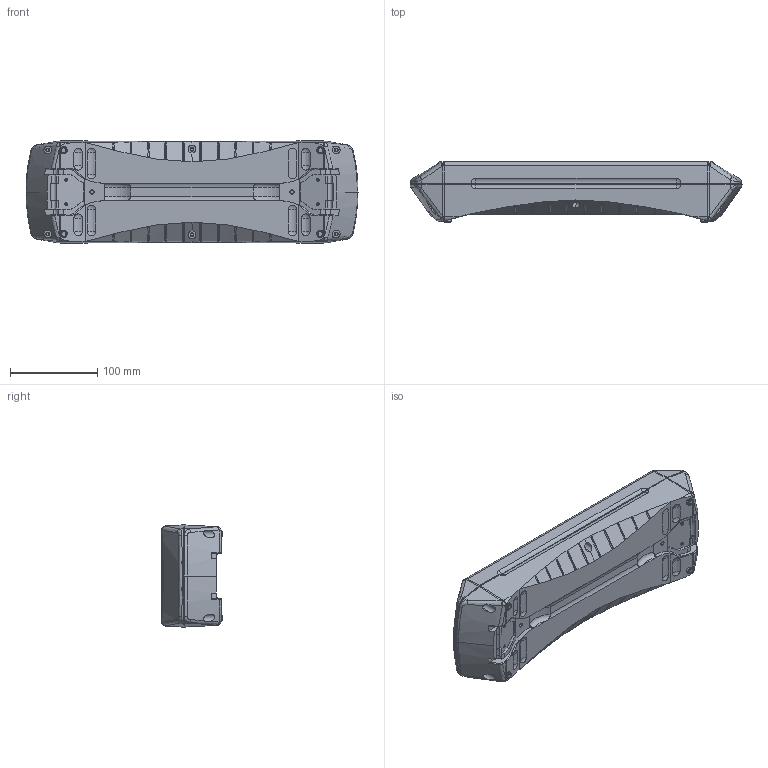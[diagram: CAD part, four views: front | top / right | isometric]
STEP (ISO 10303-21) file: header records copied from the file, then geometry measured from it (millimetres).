
FILE_DESCRIPTION (( 'STEP AP214' ), '1' );
FILE_NAME ('28020501.STEP', '2016-04-19T05:58:27', ( 'Macha' ), ( 'Hewlett-Packard Company' ), 'SwSTEP 2.0', 'SolidWorks 2015', '' );
FILE_SCHEMA (( 'AUTOMOTIVE_DESIGN' ));
Length unit declared in the file: millimetre
Products named in the file (5): 94100; 23157; 82002_im Deckel eingebaut; 23156; 28020501
Assembly tree (7 placements, depth 2):
  28020501
    23156
    82002_im Deckel eingebaut
    23157
    94100  x4
Bounding box: 380 x 69.3 x 117 mm (x, y, z)
Volume: 418318 mm3; surface area: 288751.4 mm2
Topology: 7 solids, 7 shells, 1975 faces, 5185 edges, 3303 vertices
Faces by surface type: plane 583, cylinder 572, bspline 414, cone 242, sphere 116, torus 48
Entity records: 78004 total; most frequent: CARTESIAN_POINT 33728, ORIENTED_EDGE 10138, DIRECTION 8085, EDGE_CURVE 5069, VERTEX_POINT 3267, AXIS2_PLACEMENT_3D 3121, EDGE_LOOP 2088, FACE_OUTER_BOUND 1942
